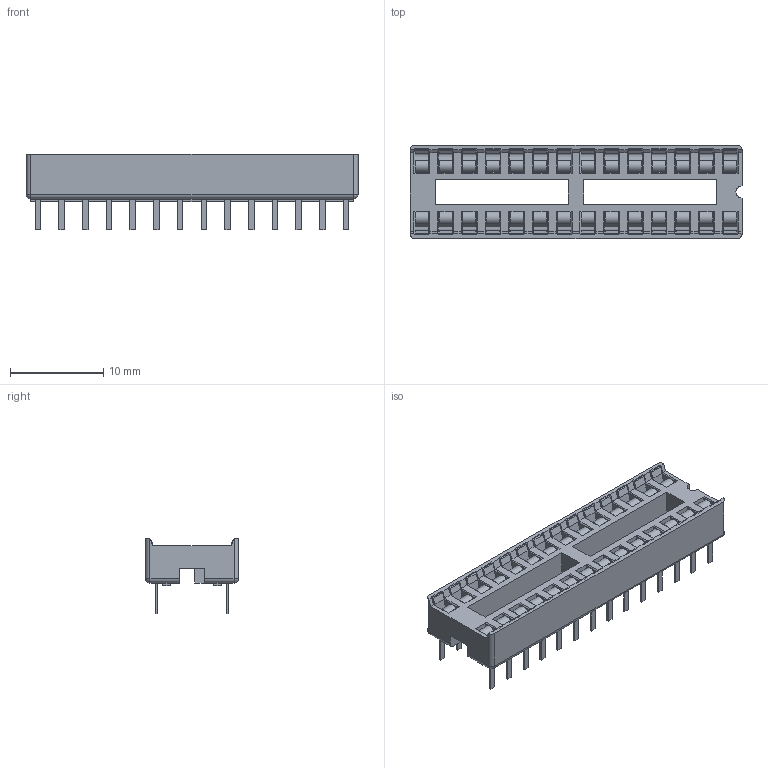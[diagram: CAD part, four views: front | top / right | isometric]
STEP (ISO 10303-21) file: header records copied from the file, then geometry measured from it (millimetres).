
FILE_DESCRIPTION((''),'2;1');
FILE_NAME('C-1-2199298-9','2014-11-04T',('workeradm'),('Tyco Electronics Ltd.'),'PRO/ENGINEER BY PARAMETRIC TECHNOLOGY CORPORATION, 2014090','PRO/ENGINEER BY PARAMETRIC TECHNOLOGY CORPORATION, 2014090','');
FILE_SCHEMA(('AUTOMOTIVE_DESIGN { 1 0 10303 214 1 1 1 1 }'));
Length unit declared in the file: millimetre
Products named in the file (1): C-1-2199298-9
Bounding box: 35.56 x 10 x 8.1 mm (x, y, z)
Volume: 1087.7 mm3; surface area: 1851.8 mm2
Topology: 1 solids, 1 shells, 880 faces, 2476 edges, 1596 vertices
Faces by surface type: plane 809, cylinder 67, sphere 4
Entity records: 27998 total; most frequent: CARTESIAN_POINT 4954, ORIENTED_EDGE 4952, DIRECTION 4370, EDGE_CURVE 2476, VECTOR 2342, LINE 2342, VERTEX_POINT 1596, AXIS2_PLACEMENT_3D 1014
